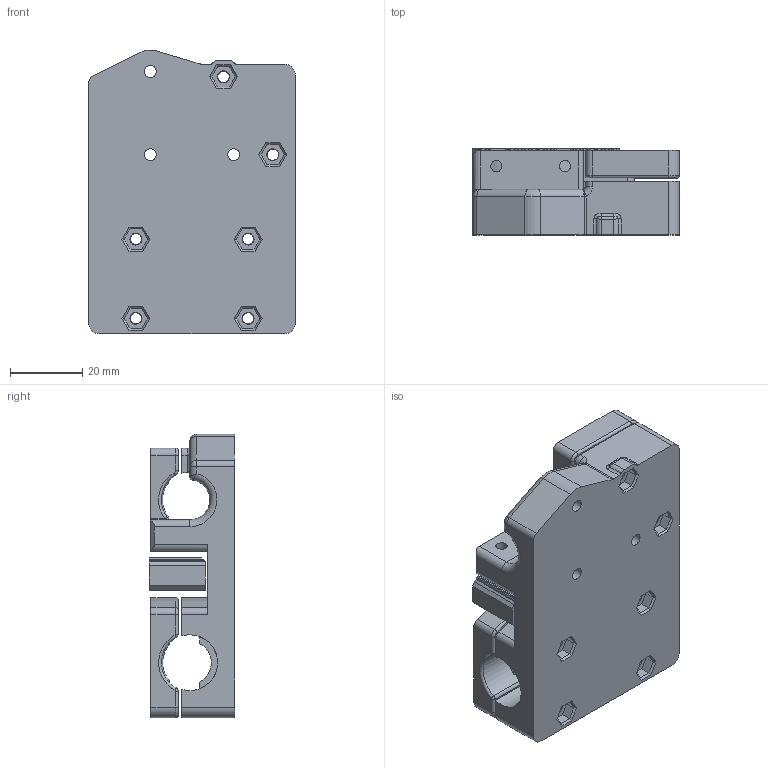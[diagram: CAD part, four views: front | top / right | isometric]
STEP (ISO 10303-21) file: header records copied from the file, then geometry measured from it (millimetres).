
FILE_DESCRIPTION(/* description */ (''),/* implementation_level */ '2;1');
FILE_NAME(/* name */ 'tpge-xcar-wm3nuts.stp',/* time_stamp */ '2016-08-29T06:26:58-04:00',/* author */ (''),/* organization */ (''),/* preprocessor_version */ 'ST-DEVELOPER v15',/* originating_system */ 'SIEMENS PLM Software NX 9.0',/* authorisation */ '');
FILE_SCHEMA (('AUTOMOTIVE_DESIGN { 1 0 10303 214 3 1 1 1 }'));
Length unit declared in the file: millimetre
Products named in the file (1): CZ1220E8B673o0di
Bounding box: 57 x 23.75 x 78.4 mm (x, y, z)
Volume: 63723.6 mm3; surface area: 26189.5 mm2
Topology: 4 solids, 4 shells, 403 faces, 1034 edges, 646 vertices
Faces by surface type: plane 230, cylinder 111, torus 29, bspline 26, cone 6, sphere 1
Full cylindrical faces by diameter (mm): 3.1 x8, 3.3 x9, 3.5 x2
Entity records: 13079 total; most frequent: CARTESIAN_POINT 3367, ORIENTED_EDGE 1992, DIRECTION 1979, EDGE_CURVE 996, AXIS2_PLACEMENT_3D 662, LINE 655, VECTOR 655, VERTEX_POINT 636
